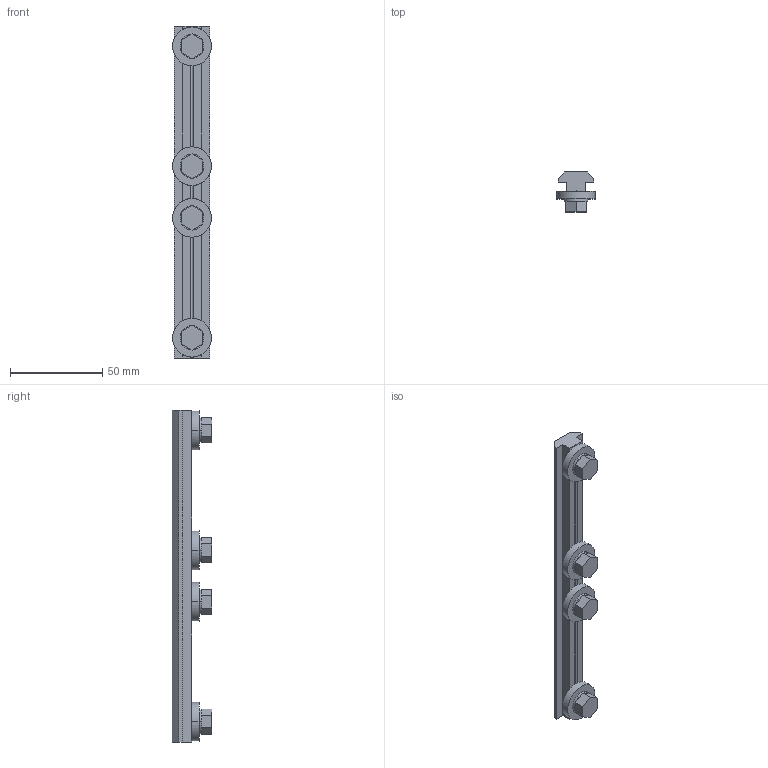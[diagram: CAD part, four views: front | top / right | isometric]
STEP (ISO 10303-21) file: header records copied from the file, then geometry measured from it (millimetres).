
FILE_DESCRIPTION(('STEP AP214'),'1');
FILE_NAME('cctmp_AED5A0F4-251C-4B0B-A0AB-7F0C21CA1863_2020_1_13_11_47_51_581..stp','2020-01-13T10:47:51',('Bosch Rexroth AG'),('CADClick - www.CADClick.com'),'Spatial InterOp 3D',' ','unknown authorization - (Healing Option Enabled)');
FILE_SCHEMA(('AUTOMOTIVE_DESIGN'));
Length unit declared in the file: millimetre
Products named in the file (1): 2020_01_13__11-47-51-581
Bounding box: 21 x 21.4 x 180 mm (x, y, z)
Volume: 34514.5 mm3; surface area: 15227.2 mm2
Topology: 1 solids, 1 shells, 183 faces, 459 edges, 274 vertices
Faces by surface type: plane 143, cylinder 40
Entity records: 6945 total; most frequent: DIRECTION 1027, ORIENTED_EDGE 918, CARTESIAN_POINT 917, EDGE_CURVE 459, AXIS2_PLACEMENT_3D 384, VERTEX_POINT 274, LINE 259, VECTOR 259
